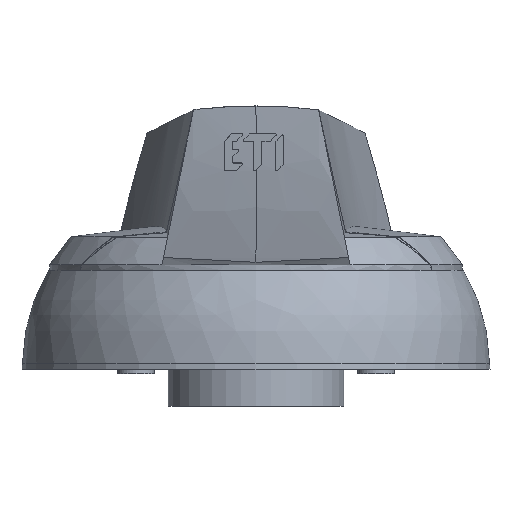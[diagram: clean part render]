
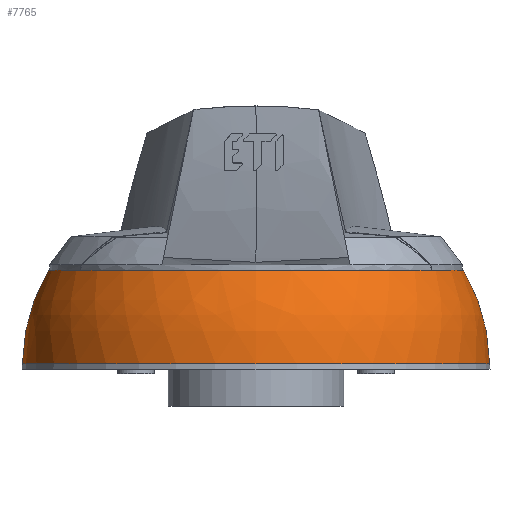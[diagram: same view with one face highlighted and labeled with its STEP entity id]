
A CAD part, front view. The second image highlights one B-rep face of the part: STEP entity #7765.
In plain terms, the highlighted free-form (B-spline) face has degree [3, 3] with [7, 4] control points.
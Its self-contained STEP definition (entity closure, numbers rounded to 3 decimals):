
#7496=CARTESIAN_POINT('',(150.,-3.,17.));
#7497=DIRECTION('',(0.,0.,1.));
#7498=DIRECTION('',(-1.,0.,0.));
#7499=AXIS2_PLACEMENT_3D('',#7496,#7497,#7498);
#7504=CARTESIAN_POINT('',(150.,-3.,1.4));
#7505=DIRECTION('',(0.,0.,-1.));
#7506=DIRECTION('',(1.,0.,0.));
#7507=AXIS2_PLACEMENT_3D('',#7504,#7505,#7506);
#7526=CARTESIAN_POINT('',(142.385,-3.,1.041));
#7527=DIRECTION('',(0.,-1.,0.));
#7528=DIRECTION('',(-0.86,0.,0.51));
#7529=AXIS2_PLACEMENT_3D('',#7526,#7527,#7528);
#7542=CARTESIAN_POINT('',(157.615,-3.,1.041));
#7543=DIRECTION('',(0.,-1.,0.));
#7544=DIRECTION('',(1.,0.,0.011));
#7545=AXIS2_PLACEMENT_3D('',#7542,#7543,#7544);
#7704=CARTESIAN_POINT('',(115.46,-3.,17.));
#7705=CARTESIAN_POINT('',(184.54,-3.,17.));
#7706=VERTEX_POINT('',#7704);
#7707=VERTEX_POINT('',#7705);
#7708=CARTESIAN_POINT('',(188.913,-3.,1.4));
#7709=VERTEX_POINT('',#7708);
#7710=CARTESIAN_POINT('',(111.087,-3.,1.4));
#7711=VERTEX_POINT('',#7710);
#7726=CARTESIAN_POINT('',(111.162,-0.557,
1.072));
#7727=CARTESIAN_POINT('',(111.168,-0.557,
6.825));
#7728=CARTESIAN_POINT('',(112.717,-0.654,
12.364));
#7729=CARTESIAN_POINT('',(115.696,-0.842,
17.282));
#7730=CARTESIAN_POINT('',(109.659,-24.457,1.072));
#7731=CARTESIAN_POINT('',(109.664,-24.454,6.825));
#7732=CARTESIAN_POINT('',(111.274,-23.598,12.364));
#7733=CARTESIAN_POINT('',(114.368,-21.952,17.282));
#7734=CARTESIAN_POINT('',(126.052,-41.915,1.072));
#7735=CARTESIAN_POINT('',(126.056,-41.909,6.825));
#7736=CARTESIAN_POINT('',(127.011,-40.356,12.364));
#7737=CARTESIAN_POINT('',(128.848,-37.372,17.282));
#7738=CARTESIAN_POINT('',(150.,-41.915,1.072));
#7739=CARTESIAN_POINT('',(150.,-41.909,6.825));
#7740=CARTESIAN_POINT('',(150.,-40.356,12.364));
#7741=CARTESIAN_POINT('',(150.,-37.372,17.282));
#7742=CARTESIAN_POINT('',(173.948,-41.915,1.072));
#7743=CARTESIAN_POINT('',(173.944,-41.909,6.825));
#7744=CARTESIAN_POINT('',(172.989,-40.356,12.364));
#7745=CARTESIAN_POINT('',(171.152,-37.372,17.282));
#7746=CARTESIAN_POINT('',(190.341,-24.457,1.072));
#7747=CARTESIAN_POINT('',(190.336,-24.454,6.825));
#7748=CARTESIAN_POINT('',(188.726,-23.598,12.364));
#7749=CARTESIAN_POINT('',(185.632,-21.952,17.282));
#7750=CARTESIAN_POINT('',(188.838,-0.557,
1.072));
#7751=CARTESIAN_POINT('',(188.832,-0.557,
6.825));
#7752=CARTESIAN_POINT('',(187.283,-0.654,
12.364));
#7753=CARTESIAN_POINT('',(184.304,-0.842,
17.282));
#7754=(BOUNDED_SURFACE()B_SPLINE_SURFACE(3,3,((#7726,#7727,#7728,#7729),(#7730,
#7731,#7732,#7733),(#7734,#7735,#7736,#7737),(#7738,#7739,#7740,#7741),(#7742,
#7743,#7744,#7745),(#7746,#7747,#7748,#7749),(#7750,#7751,#7752,#7753)),
.UNSPECIFIED.,.F.,.F.,.F.)B_SPLINE_SURFACE_WITH_KNOTS((4,3,4),(4,4),(0.,1.,
2.),(0.,1.),.UNSPECIFIED.)GEOMETRIC_REPRESENTATION_ITEM()RATIONAL_B_SPLINE_SURFACE(((1.21,1.18,1.18,1.21),(
0.955,0.932,0.932,0.955),(
0.955,0.932,0.932,0.955),(
1.21,1.18,1.18,1.21),(
0.955,0.932,0.932,0.955),(
0.955,0.932,0.932,0.955),(
1.21,1.18,1.18,1.21)))REPRESENTATION_ITEM('')SURFACE());
#7756=ORIENTED_EDGE('',*,*,#7755,.T.);
#7758=ORIENTED_EDGE('',*,*,#7757,.F.);
#7760=ORIENTED_EDGE('',*,*,#7759,.T.);
#7762=ORIENTED_EDGE('',*,*,#7761,.F.);
#7763=EDGE_LOOP('',(#7756,#7758,#7760,#7762));
#7764=FACE_OUTER_BOUND('',#7763,.F.);
#7500=CIRCLE('',#7499,34.54);
#7508=CIRCLE('',#7507,38.913);
#7530=CIRCLE('',#7529,31.3);
#7546=CIRCLE('',#7545,31.3);
#7755=EDGE_CURVE('',#7706,#7707,#7500,.T.);
#7757=EDGE_CURVE('',#7709,#7707,#7546,.T.);
#7759=EDGE_CURVE('',#7709,#7711,#7508,.T.);
#7761=EDGE_CURVE('',#7706,#7711,#7530,.T.);
#7765=ADVANCED_FACE('',(#7764),#7754,.T.);
